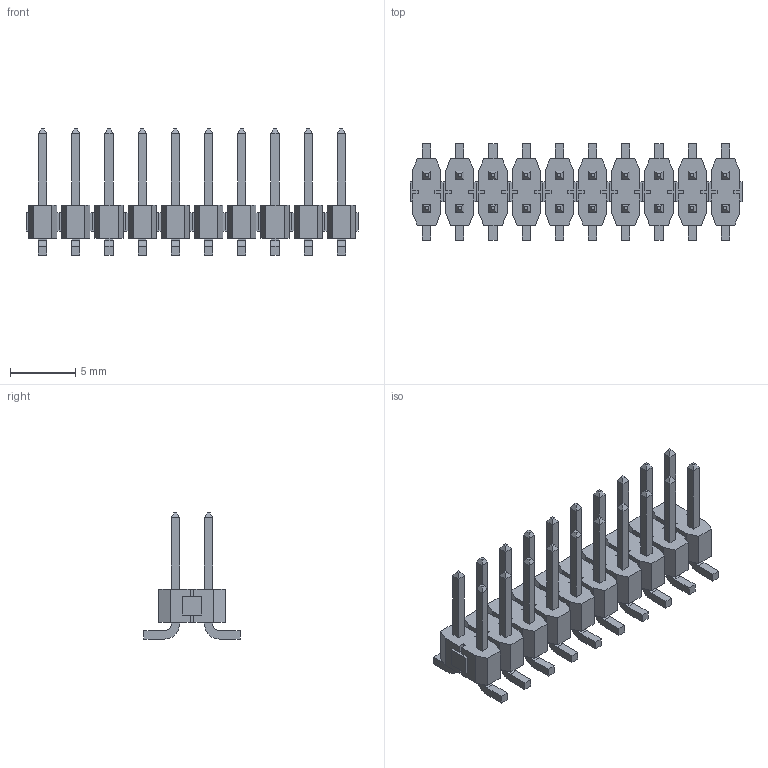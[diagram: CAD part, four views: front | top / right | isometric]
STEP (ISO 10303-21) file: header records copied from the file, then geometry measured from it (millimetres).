
FILE_DESCRIPTION (( 'STEP AP214' ), '1' );
FILE_NAME ('TSM-110-01-G-DV.STEP', '2021-03-11T11:19:16', ( '' ), ( '' ), 'SwSTEP 2.0', 'SolidWorks 2018', '' );
FILE_SCHEMA (( 'AUTOMOTIVE_DESIGN' ));
Length unit declared in the file: millimetre
Products named in the file (1): TSM-110-01-G-DV
Bounding box: 25.4 x 7.37 x 9.65 mm (x, y, z)
Volume: 336.7 mm3; surface area: 1024.2 mm2
Topology: 10 solids, 10 shells, 700 faces, 1840 edges, 1200 vertices
Faces by surface type: plane 660, cylinder 40
Entity records: 28899 total; most frequent: CARTESIAN_POINT 3741, ORIENTED_EDGE 3680, DIRECTION 3322, EDGE_CURVE 1840, LINE 1760, VECTOR 1760, VERTEX_POINT 1200, AXIS2_PLACEMENT_3D 781
